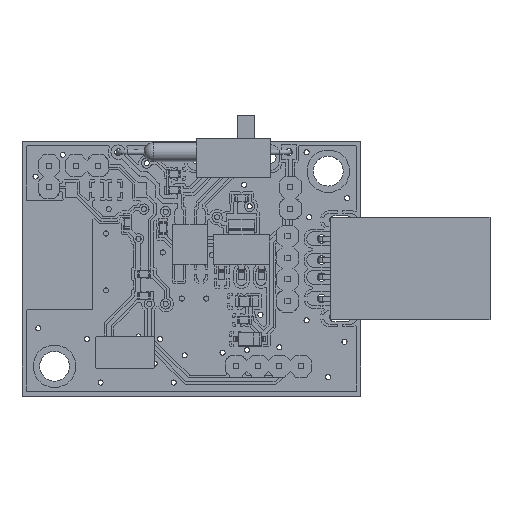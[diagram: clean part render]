
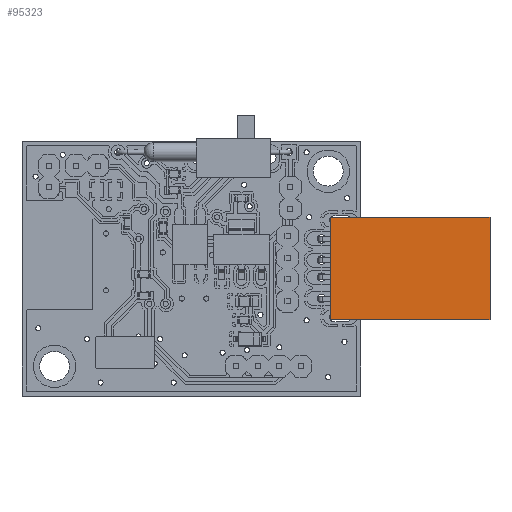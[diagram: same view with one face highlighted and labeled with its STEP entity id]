
A CAD part, top view. The second image highlights one B-rep face of the part: STEP entity #95323.
In plain terms, the highlighted planar face has unit normal (0, 0, 1).
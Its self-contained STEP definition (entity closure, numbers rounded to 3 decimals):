
#93808 = PLANE('',#93809);
#93809 = AXIS2_PLACEMENT_3D('',#93810,#93811,#93812);
#93810 = CARTESIAN_POINT('',(0.,-6.,0.));
#93811 = DIRECTION('',(-1.,0.,0.));
#93812 = DIRECTION('',(0.,1.,0.));
#94041 = VERTEX_POINT('',#94042);
#94042 = CARTESIAN_POINT('',(0.,-6.,5.85));
#94056 = PLANE('',#94057);
#94057 = AXIS2_PLACEMENT_3D('',#94058,#94059,#94060);
#94058 = CARTESIAN_POINT('',(18.65,-6.,0.));
#94059 = DIRECTION('',(0.,-1.,0.));
#94060 = DIRECTION('',(-1.,0.,0.));
#94068 = EDGE_CURVE('',#94041,#94069,#94071,.T.);
#94069 = VERTEX_POINT('',#94070);
#94070 = CARTESIAN_POINT('',(0.,6.,5.85));
#94071 = SURFACE_CURVE('',#94072,(#94076,#94083),.PCURVE_S1.);
#94072 = LINE('',#94073,#94074);
#94073 = CARTESIAN_POINT('',(0.,-6.,5.85));
#94074 = VECTOR('',#94075,1.);
#94075 = DIRECTION('',(0.,1.,0.));
#94076 = PCURVE('',#93808,#94077);
#94077 = DEFINITIONAL_REPRESENTATION('',(#94078),#94082);
#94078 = LINE('',#94079,#94080);
#94079 = CARTESIAN_POINT('',(0.,-5.85));
#94080 = VECTOR('',#94081,1.);
#94081 = DIRECTION('',(1.,0.));
#94082 = ( GEOMETRIC_REPRESENTATION_CONTEXT(2) 
PARAMETRIC_REPRESENTATION_CONTEXT() REPRESENTATION_CONTEXT('2D SPACE',''
  ) );
#94083 = PCURVE('',#94084,#94089);
#94084 = PLANE('',#94085);
#94085 = AXIS2_PLACEMENT_3D('',#94086,#94087,#94088);
#94086 = CARTESIAN_POINT('',(0.,6.,5.85));
#94087 = DIRECTION('',(0.,0.,1.));
#94088 = DIRECTION('',(1.,0.,0.));
#94089 = DEFINITIONAL_REPRESENTATION('',(#94090),#94094);
#94090 = LINE('',#94091,#94092);
#94091 = CARTESIAN_POINT('',(0.,-12.));
#94092 = VECTOR('',#94093,1.);
#94093 = DIRECTION('',(0.,1.));
#94094 = ( GEOMETRIC_REPRESENTATION_CONTEXT(2) 
PARAMETRIC_REPRESENTATION_CONTEXT() REPRESENTATION_CONTEXT('2D SPACE',''
  ) );
#94112 = PLANE('',#94113);
#94113 = AXIS2_PLACEMENT_3D('',#94114,#94115,#94116);
#94114 = CARTESIAN_POINT('',(0.,6.,0.));
#94115 = DIRECTION('',(0.,1.,0.));
#94116 = DIRECTION('',(1.,0.,0.));
#95108 = VERTEX_POINT('',#95109);
#95109 = CARTESIAN_POINT('',(18.65,-6.,5.85));
#95123 = PLANE('',#95124);
#95124 = AXIS2_PLACEMENT_3D('',#95125,#95126,#95127);
#95125 = CARTESIAN_POINT('',(18.65,6.,0.));
#95126 = DIRECTION('',(1.,0.,0.));
#95127 = DIRECTION('',(0.,-1.,0.));
#95135 = EDGE_CURVE('',#95108,#94041,#95136,.T.);
#95136 = SURFACE_CURVE('',#95137,(#95141,#95148),.PCURVE_S1.);
#95137 = LINE('',#95138,#95139);
#95138 = CARTESIAN_POINT('',(18.65,-6.,5.85));
#95139 = VECTOR('',#95140,1.);
#95140 = DIRECTION('',(-1.,0.,0.));
#95141 = PCURVE('',#94056,#95142);
#95142 = DEFINITIONAL_REPRESENTATION('',(#95143),#95147);
#95143 = LINE('',#95144,#95145);
#95144 = CARTESIAN_POINT('',(0.,-5.85));
#95145 = VECTOR('',#95146,1.);
#95146 = DIRECTION('',(1.,0.));
#95147 = ( GEOMETRIC_REPRESENTATION_CONTEXT(2) 
PARAMETRIC_REPRESENTATION_CONTEXT() REPRESENTATION_CONTEXT('2D SPACE',''
  ) );
#95148 = PCURVE('',#94084,#95149);
#95149 = DEFINITIONAL_REPRESENTATION('',(#95150),#95154);
#95150 = LINE('',#95151,#95152);
#95151 = CARTESIAN_POINT('',(18.65,-12.));
#95152 = VECTOR('',#95153,1.);
#95153 = DIRECTION('',(-1.,0.));
#95154 = ( GEOMETRIC_REPRESENTATION_CONTEXT(2) 
PARAMETRIC_REPRESENTATION_CONTEXT() REPRESENTATION_CONTEXT('2D SPACE',''
  ) );
#95323 = ADVANCED_FACE('',(#95324),#94084,.T.);
#95324 = FACE_BOUND('',#95325,.F.);
#95325 = EDGE_LOOP('',(#95326,#95349,#95370,#95371));
#95326 = ORIENTED_EDGE('',*,*,#95327,.T.);
#95327 = EDGE_CURVE('',#94069,#95328,#95330,.T.);
#95328 = VERTEX_POINT('',#95329);
#95329 = CARTESIAN_POINT('',(18.65,6.,5.85));
#95330 = SURFACE_CURVE('',#95331,(#95335,#95342),.PCURVE_S1.);
#95331 = LINE('',#95332,#95333);
#95332 = CARTESIAN_POINT('',(0.,6.,5.85));
#95333 = VECTOR('',#95334,1.);
#95334 = DIRECTION('',(1.,0.,0.));
#95335 = PCURVE('',#94084,#95336);
#95336 = DEFINITIONAL_REPRESENTATION('',(#95337),#95341);
#95337 = LINE('',#95338,#95339);
#95338 = CARTESIAN_POINT('',(0.,0.));
#95339 = VECTOR('',#95340,1.);
#95340 = DIRECTION('',(1.,0.));
#95341 = ( GEOMETRIC_REPRESENTATION_CONTEXT(2) 
PARAMETRIC_REPRESENTATION_CONTEXT() REPRESENTATION_CONTEXT('2D SPACE',''
  ) );
#95342 = PCURVE('',#94112,#95343);
#95343 = DEFINITIONAL_REPRESENTATION('',(#95344),#95348);
#95344 = LINE('',#95345,#95346);
#95345 = CARTESIAN_POINT('',(0.,-5.85));
#95346 = VECTOR('',#95347,1.);
#95347 = DIRECTION('',(1.,0.));
#95348 = ( GEOMETRIC_REPRESENTATION_CONTEXT(2) 
PARAMETRIC_REPRESENTATION_CONTEXT() REPRESENTATION_CONTEXT('2D SPACE',''
  ) );
#95349 = ORIENTED_EDGE('',*,*,#95350,.T.);
#95350 = EDGE_CURVE('',#95328,#95108,#95351,.T.);
#95351 = SURFACE_CURVE('',#95352,(#95356,#95363),.PCURVE_S1.);
#95352 = LINE('',#95353,#95354);
#95353 = CARTESIAN_POINT('',(18.65,6.,5.85));
#95354 = VECTOR('',#95355,1.);
#95355 = DIRECTION('',(0.,-1.,0.));
#95356 = PCURVE('',#94084,#95357);
#95357 = DEFINITIONAL_REPRESENTATION('',(#95358),#95362);
#95358 = LINE('',#95359,#95360);
#95359 = CARTESIAN_POINT('',(18.65,0.));
#95360 = VECTOR('',#95361,1.);
#95361 = DIRECTION('',(0.,-1.));
#95362 = ( GEOMETRIC_REPRESENTATION_CONTEXT(2) 
PARAMETRIC_REPRESENTATION_CONTEXT() REPRESENTATION_CONTEXT('2D SPACE',''
  ) );
#95363 = PCURVE('',#95123,#95364);
#95364 = DEFINITIONAL_REPRESENTATION('',(#95365),#95369);
#95365 = LINE('',#95366,#95367);
#95366 = CARTESIAN_POINT('',(0.,-5.85));
#95367 = VECTOR('',#95368,1.);
#95368 = DIRECTION('',(1.,0.));
#95369 = ( GEOMETRIC_REPRESENTATION_CONTEXT(2) 
PARAMETRIC_REPRESENTATION_CONTEXT() REPRESENTATION_CONTEXT('2D SPACE',''
  ) );
#95370 = ORIENTED_EDGE('',*,*,#95135,.T.);
#95371 = ORIENTED_EDGE('',*,*,#94068,.T.);
